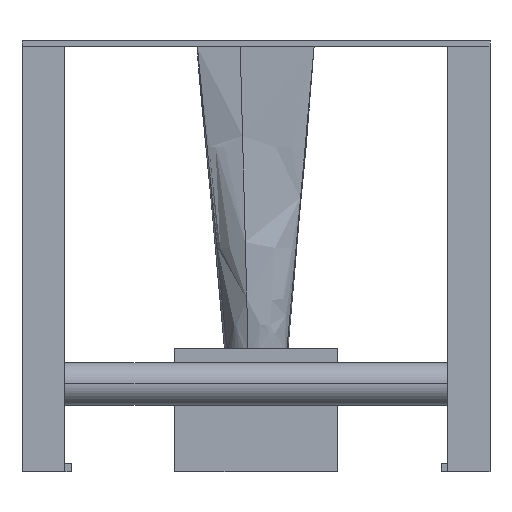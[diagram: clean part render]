
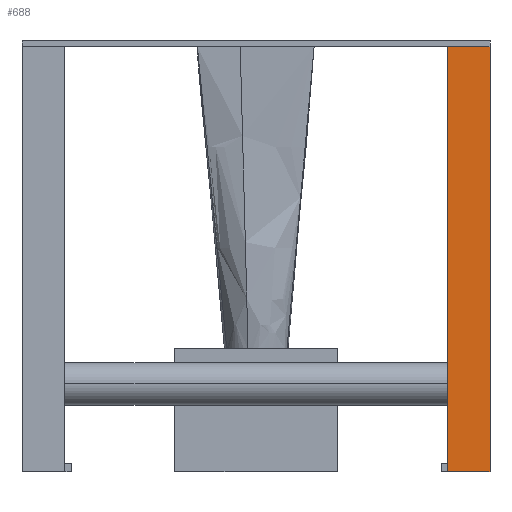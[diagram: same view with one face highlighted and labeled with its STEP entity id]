
A CAD part, front view. The second image highlights one B-rep face of the part: STEP entity #688.
In plain terms, the highlighted planar face has unit normal (0, -1, 0).
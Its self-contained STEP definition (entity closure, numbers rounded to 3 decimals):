
#307=PLANE('',#5378);
#444=B_SPLINE_CURVE_WITH_KNOTS('',1,(#7427,#7428),.UNSPECIFIED.,.F.,.F.,
(2,2),(0.,100.),.UNSPECIFIED.);
#445=B_SPLINE_CURVE_WITH_KNOTS('',1,(#7429,#7430),.UNSPECIFIED.,.F.,.F.,
(2,2),(0.,1000.),.UNSPECIFIED.);
#446=B_SPLINE_CURVE_WITH_KNOTS('',1,(#7431,#7432),.UNSPECIFIED.,.F.,.F.,
(2,2),(0.,100.),.UNSPECIFIED.);
#447=B_SPLINE_CURVE_WITH_KNOTS('',1,(#7433,#7434),.UNSPECIFIED.,.F.,.F.,
(2,2),(0.,1000.),.UNSPECIFIED.);
#688=ADVANCED_FACE('',(#1011),#307,.T.);
#1011=FACE_OUTER_BOUND('',#1358,.T.);
#1358=EDGE_LOOP('',(#2036,#2037,#2038,#2039));
#2036=ORIENTED_EDGE('',*,*,#3427,.T.);
#2037=ORIENTED_EDGE('',*,*,#3428,.T.);
#2038=ORIENTED_EDGE('',*,*,#3429,.F.);
#2039=ORIENTED_EDGE('',*,*,#3430,.F.);
#3427=EDGE_CURVE('',#4715,#4716,#444,.T.);
#3428=EDGE_CURVE('',#4716,#4717,#445,.T.);
#3429=EDGE_CURVE('',#4718,#4717,#446,.T.);
#3430=EDGE_CURVE('',#4715,#4718,#447,.T.);
#4715=VERTEX_POINT('',#7419);
#4716=VERTEX_POINT('',#7420);
#4717=VERTEX_POINT('',#7421);
#4718=VERTEX_POINT('',#7422);
#5378=AXIS2_PLACEMENT_3D('',#7413,#5467,$);
#5467=DIRECTION('',(0.,-1.,0.));
#7413=CARTESIAN_POINT('',(1100.,0.,0.));
#7419=CARTESIAN_POINT('',(1100.,0.,0.));
#7420=CARTESIAN_POINT('',(1000.,0.,0.));
#7421=CARTESIAN_POINT('',(1000.,0.,-1000.));
#7422=CARTESIAN_POINT('',(1100.,0.,-1000.));
#7427=CARTESIAN_POINT('',(1100.,0.,0.));
#7428=CARTESIAN_POINT('',(1000.,0.,0.));
#7429=CARTESIAN_POINT('',(1000.,0.,0.));
#7430=CARTESIAN_POINT('',(1000.,0.,-1000.));
#7431=CARTESIAN_POINT('',(1100.,0.,-1000.));
#7432=CARTESIAN_POINT('',(1000.,0.,-1000.));
#7433=CARTESIAN_POINT('',(1100.,0.,0.));
#7434=CARTESIAN_POINT('',(1100.,0.,-1000.));
